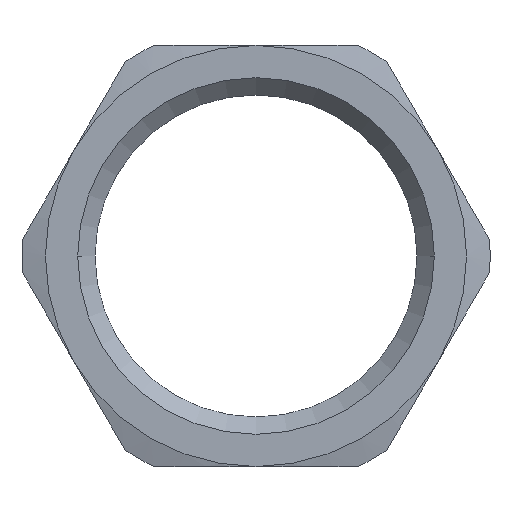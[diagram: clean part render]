
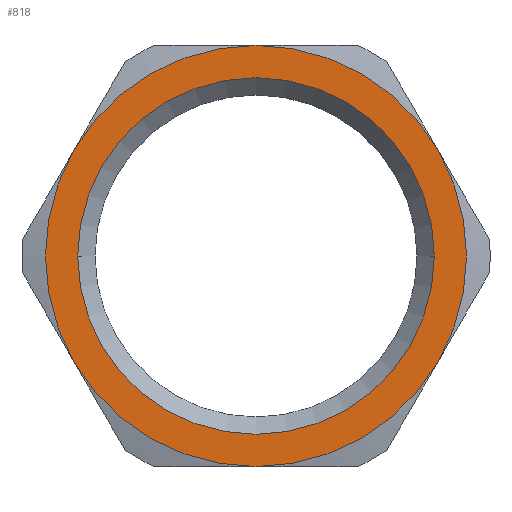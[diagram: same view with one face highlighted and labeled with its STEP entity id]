
A CAD part, left-side view. The second image highlights one B-rep face of the part: STEP entity #818.
In plain terms, the highlighted planar face has unit normal (-1, 0, 0).
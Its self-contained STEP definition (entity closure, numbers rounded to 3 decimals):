
#46=CARTESIAN_POINT('',(-1.5,0.,0.));
#47=DIRECTION('',(-1.,0.,0.));
#48=DIRECTION('',(0.,0.,1.));
#49=AXIS2_PLACEMENT_3D('',#46,#47,#48);
#55=CARTESIAN_POINT('',(-1.5,0.,0.));
#56=DIRECTION('',(-1.,0.,0.));
#57=DIRECTION('',(0.,-0.866,0.5));
#58=AXIS2_PLACEMENT_3D('',#55,#56,#57);
#63=CARTESIAN_POINT('',(-1.5,0.,0.));
#64=DIRECTION('',(-1.,0.,0.));
#65=DIRECTION('',(0.,0.,-1.));
#66=AXIS2_PLACEMENT_3D('',#63,#64,#65);
#71=CARTESIAN_POINT('',(-1.5,0.,0.));
#72=DIRECTION('',(-1.,0.,0.));
#73=DIRECTION('',(0.,0.866,-0.5));
#74=AXIS2_PLACEMENT_3D('',#71,#72,#73);
#79=CARTESIAN_POINT('',(-1.5,0.,0.));
#80=DIRECTION('',(-1.,0.,0.));
#81=DIRECTION('',(0.,0.866,0.5));
#82=AXIS2_PLACEMENT_3D('',#79,#80,#81);
#403=CARTESIAN_POINT('',(-1.5,0.,0.));
#404=DIRECTION('',(-1.,0.,0.));
#405=DIRECTION('',(0.,-0.866,-0.5));
#406=AXIS2_PLACEMENT_3D('',#403,#404,#405);
#479=CARTESIAN_POINT('',(-1.5,0.,0.));
#480=DIRECTION('',(-1.,0.,0.));
#481=DIRECTION('',(0.,-1.,0.));
#482=AXIS2_PLACEMENT_3D('',#479,#480,#481);
#509=CARTESIAN_POINT('',(-1.5,0.,0.));
#510=DIRECTION('',(-1.,0.,0.));
#511=DIRECTION('',(0.,1.,0.));
#512=AXIS2_PLACEMENT_3D('',#509,#510,#511);
#705=CARTESIAN_POINT('',(-1.5,7.361,-4.25));
#706=CARTESIAN_POINT('',(-1.5,0.,-8.5));
#707=VERTEX_POINT('',#705);
#708=VERTEX_POINT('',#706);
#709=CARTESIAN_POINT('',(-1.5,-7.361,-4.25));
#710=VERTEX_POINT('',#709);
#711=CARTESIAN_POINT('',(-1.5,-7.361,4.25));
#712=CARTESIAN_POINT('',(-1.5,0.,8.5));
#713=VERTEX_POINT('',#711);
#714=VERTEX_POINT('',#712);
#715=CARTESIAN_POINT('',(-1.5,7.361,4.25));
#716=VERTEX_POINT('',#715);
#777=CARTESIAN_POINT('',(-1.5,7.2,0.));
#778=CARTESIAN_POINT('',(-1.5,-7.2,0.));
#779=VERTEX_POINT('',#777);
#780=VERTEX_POINT('',#778);
#793=CARTESIAN_POINT('',(-1.5,0.,0.));
#794=DIRECTION('',(1.,0.,0.));
#795=DIRECTION('',(0.,0.,-1.));
#796=AXIS2_PLACEMENT_3D('',#793,#794,#795);
#797=PLANE('',#796);
#799=ORIENTED_EDGE('',*,*,#798,.F.);
#801=ORIENTED_EDGE('',*,*,#800,.F.);
#803=ORIENTED_EDGE('',*,*,#802,.F.);
#805=ORIENTED_EDGE('',*,*,#804,.F.);
#807=ORIENTED_EDGE('',*,*,#806,.F.);
#809=ORIENTED_EDGE('',*,*,#808,.F.);
#810=EDGE_LOOP('',(#799,#801,#803,#805,#807,#809));
#811=FACE_OUTER_BOUND('',#810,.F.);
#813=ORIENTED_EDGE('',*,*,#812,.T.);
#815=ORIENTED_EDGE('',*,*,#814,.T.);
#816=EDGE_LOOP('',(#813,#815));
#817=FACE_BOUND('',#816,.F.);
#50=CIRCLE('',#49,8.5);
#59=CIRCLE('',#58,8.5);
#67=CIRCLE('',#66,8.5);
#75=CIRCLE('',#74,8.5);
#83=CIRCLE('',#82,8.5);
#407=CIRCLE('',#406,8.5);
#483=CIRCLE('',#482,7.2);
#513=CIRCLE('',#512,7.2);
#798=EDGE_CURVE('',#716,#707,#83,.T.);
#800=EDGE_CURVE('',#714,#716,#50,.T.);
#802=EDGE_CURVE('',#713,#714,#59,.T.);
#804=EDGE_CURVE('',#710,#713,#407,.T.);
#806=EDGE_CURVE('',#708,#710,#67,.T.);
#808=EDGE_CURVE('',#707,#708,#75,.T.);
#812=EDGE_CURVE('',#779,#780,#513,.T.);
#814=EDGE_CURVE('',#780,#779,#483,.T.);
#818=ADVANCED_FACE('',(#811,#817),#797,.F.);
